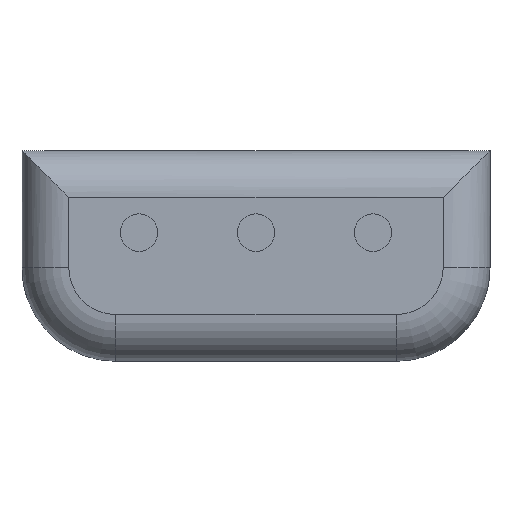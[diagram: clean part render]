
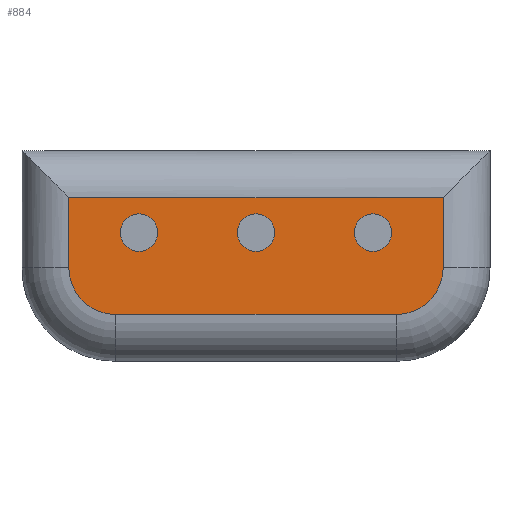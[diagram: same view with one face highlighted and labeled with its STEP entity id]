
A CAD part, front view. The second image highlights one B-rep face of the part: STEP entity #884.
In plain terms, the highlighted planar face has unit normal (0, -1, 0).
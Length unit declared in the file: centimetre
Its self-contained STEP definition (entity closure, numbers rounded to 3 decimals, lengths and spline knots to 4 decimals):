
#5 = CARTESIAN_POINT ( 'NONE',  ( 3., -8., -1.5 ) ) ;
#13 = CARTESIAN_POINT ( 'NONE',  ( 0., -8., -0.15 ) ) ;
#14 = EDGE_CURVE ( 'NONE', #1138, #341, #2738, .T. ) ;
#39 = CARTESIAN_POINT ( 'NONE',  ( -4., -8., -0.5 ) ) ;
#54 = DIRECTION ( 'NONE',  ( 0., -1., 0. ) ) ;
#58 = CIRCLE ( 'NONE', #964, 0.4 ) ;
#73 = ORIENTED_EDGE ( 'NONE', *, *, #3676, .T. ) ;
#104 = CIRCLE ( 'NONE', #3736, 0.4 ) ;
#134 = LINE ( 'NONE', #1107, #2354 ) ;
#224 = CIRCLE ( 'NONE', #694, 0.4 ) ;
#273 = VERTEX_POINT ( 'NONE', #3357 ) ;
#319 = EDGE_LOOP ( 'NONE', ( #700, #1197 ) ) ;
#341 = VERTEX_POINT ( 'NONE', #1879 ) ;
#343 = CIRCLE ( 'NONE', #2716, 1. ) ;
#350 = DIRECTION ( 'NONE',  ( 0., 0., 1. ) ) ;
#413 = FACE_BOUND ( 'NONE', #1302, .T. ) ;
#430 = AXIS2_PLACEMENT_3D ( 'NONE', #2448, #2749, #3654 ) ;
#448 = CARTESIAN_POINT ( 'NONE',  ( 2.5, -8., -0.15 ) ) ;
#535 = CIRCLE ( 'NONE', #2258, 0.4 ) ;
#631 = DIRECTION ( 'NONE',  ( 0., -1., 0. ) ) ;
#694 = AXIS2_PLACEMENT_3D ( 'NONE', #1484, #2683, #2969 ) ;
#700 = ORIENTED_EDGE ( 'NONE', *, *, #1030, .F. ) ;
#736 = DIRECTION ( 'NONE',  ( 0., -1., 0. ) ) ;
#747 = VERTEX_POINT ( 'NONE', #13 ) ;
#766 = DIRECTION ( 'NONE',  ( 0., 0., 1. ) ) ;
#781 = FACE_BOUND ( 'NONE', #3724, .T. ) ;
#811 = ORIENTED_EDGE ( 'NONE', *, *, #1634, .T. ) ;
#814 = DIRECTION ( 'NONE',  ( 0., 0., 1. ) ) ;
#884 = ADVANCED_FACE ( 'NONE', ( #781, #413, #1003, #3183 ), #1662, .F. ) ;
#964 = AXIS2_PLACEMENT_3D ( 'NONE', #3527, #2314, #1958 ) ;
#1003 = FACE_BOUND ( 'NONE', #319, .T. ) ;
#1008 = VERTEX_POINT ( 'NONE', #1552 ) ;
#1030 = EDGE_CURVE ( 'NONE', #747, #1199, #3725, .T. ) ;
#1032 = ORIENTED_EDGE ( 'NONE', *, *, #2807, .T. ) ;
#1081 = DIRECTION ( 'NONE',  ( 1., 0., 0. ) ) ;
#1107 = CARTESIAN_POINT ( 'NONE',  ( -5., -8., 1. ) ) ;
#1108 = VECTOR ( 'NONE', #1736, 100. ) ;
#1138 = VERTEX_POINT ( 'NONE', #448 ) ;
#1142 = CIRCLE ( 'NONE', #1961, 1. ) ;
#1195 = CARTESIAN_POINT ( 'NONE',  ( -2.5, -8., 0.25 ) ) ;
#1197 = ORIENTED_EDGE ( 'NONE', *, *, #2491, .F. ) ;
#1199 = VERTEX_POINT ( 'NONE', #3832 ) ;
#1211 = VECTOR ( 'NONE', #2974, 100. ) ;
#1250 = LINE ( 'NONE', #2328, #1211 ) ;
#1286 = ORIENTED_EDGE ( 'NONE', *, *, #2708, .F. ) ;
#1302 = EDGE_LOOP ( 'NONE', ( #2048, #2580 ) ) ;
#1359 = CARTESIAN_POINT ( 'NONE',  ( 3., -8., -1.5 ) ) ;
#1370 = DIRECTION ( 'NONE',  ( 0., -1., 0. ) ) ;
#1438 = LINE ( 'NONE', #2043, #1108 ) ;
#1484 = CARTESIAN_POINT ( 'NONE',  ( 0., -8., 0.25 ) ) ;
#1536 = EDGE_CURVE ( 'NONE', #1679, #2263, #535, .T. ) ;
#1552 = CARTESIAN_POINT ( 'NONE',  ( -4., -8., 1. ) ) ;
#1634 = EDGE_CURVE ( 'NONE', #3440, #3690, #343, .T. ) ;
#1662 = PLANE ( 'NONE',  #2650 ) ;
#1679 = VERTEX_POINT ( 'NONE', #3478 ) ;
#1736 = DIRECTION ( 'NONE',  ( 0., 0., -1. ) ) ;
#1739 = VERTEX_POINT ( 'NONE', #39 ) ;
#1879 = CARTESIAN_POINT ( 'NONE',  ( 2.5, -8., 0.65 ) ) ;
#1886 = EDGE_LOOP ( 'NONE', ( #73, #2240, #3934, #1032, #3685, #811 ) ) ;
#1958 = DIRECTION ( 'NONE',  ( 0., 0., -1. ) ) ;
#1961 = AXIS2_PLACEMENT_3D ( 'NONE', #2801, #54, #350 ) ;
#2035 = EDGE_CURVE ( 'NONE', #1008, #1739, #1438, .T. ) ;
#2043 = CARTESIAN_POINT ( 'NONE',  ( -4., -8., 2. ) ) ;
#2048 = ORIENTED_EDGE ( 'NONE', *, *, #14, .F. ) ;
#2084 = CARTESIAN_POINT ( 'NONE',  ( 4., -8., 1. ) ) ;
#2211 = VECTOR ( 'NONE', #1081, 100. ) ;
#2240 = ORIENTED_EDGE ( 'NONE', *, *, #2897, .T. ) ;
#2258 = AXIS2_PLACEMENT_3D ( 'NONE', #2524, #736, #2770 ) ;
#2263 = VERTEX_POINT ( 'NONE', #3570 ) ;
#2274 = CARTESIAN_POINT ( 'NONE',  ( -5., -8., 2. ) ) ;
#2313 = DIRECTION ( 'NONE',  ( -1., 0., 0. ) ) ;
#2314 = DIRECTION ( 'NONE',  ( 0., -1., 0. ) ) ;
#2327 = AXIS2_PLACEMENT_3D ( 'NONE', #3695, #3040, #3939 ) ;
#2328 = CARTESIAN_POINT ( 'NONE',  ( 4., -8., 2. ) ) ;
#2354 = VECTOR ( 'NONE', #2313, 100. ) ;
#2448 = CARTESIAN_POINT ( 'NONE',  ( 2.5, -8., 0.25 ) ) ;
#2491 = EDGE_CURVE ( 'NONE', #1199, #747, #224, .T. ) ;
#2492 = VERTEX_POINT ( 'NONE', #2084 ) ;
#2518 = ORIENTED_EDGE ( 'NONE', *, *, #1536, .F. ) ;
#2524 = CARTESIAN_POINT ( 'NONE',  ( -2.5, -8., 0.25 ) ) ;
#2580 = ORIENTED_EDGE ( 'NONE', *, *, #3884, .F. ) ;
#2650 = AXIS2_PLACEMENT_3D ( 'NONE', #2274, #3487, #766 ) ;
#2667 = CARTESIAN_POINT ( 'NONE',  ( 4., -8., -0.5 ) ) ;
#2683 = DIRECTION ( 'NONE',  ( 0., -1., 0. ) ) ;
#2708 = EDGE_CURVE ( 'NONE', #2263, #1679, #104, .T. ) ;
#2716 = AXIS2_PLACEMENT_3D ( 'NONE', #3765, #1370, #814 ) ;
#2738 = CIRCLE ( 'NONE', #430, 0.4 ) ;
#2749 = DIRECTION ( 'NONE',  ( 0., -1., 0. ) ) ;
#2770 = DIRECTION ( 'NONE',  ( 0., 0., -1. ) ) ;
#2801 = CARTESIAN_POINT ( 'NONE',  ( -3., -8., -0.5 ) ) ;
#2807 = EDGE_CURVE ( 'NONE', #1739, #273, #1142, .T. ) ;
#2877 = LINE ( 'NONE', #1359, #2211 ) ;
#2897 = EDGE_CURVE ( 'NONE', #2492, #1008, #134, .T. ) ;
#2969 = DIRECTION ( 'NONE',  ( 0., 0., -1. ) ) ;
#2974 = DIRECTION ( 'NONE',  ( 0., 0., 1. ) ) ;
#3040 = DIRECTION ( 'NONE',  ( 0., -1., 0. ) ) ;
#3183 = FACE_OUTER_BOUND ( 'NONE', #1886, .T. ) ;
#3268 = EDGE_CURVE ( 'NONE', #273, #3440, #2877, .T. ) ;
#3357 = CARTESIAN_POINT ( 'NONE',  ( -3., -8., -1.5 ) ) ;
#3440 = VERTEX_POINT ( 'NONE', #5 ) ;
#3478 = CARTESIAN_POINT ( 'NONE',  ( -2.5, -8., 0.65 ) ) ;
#3487 = DIRECTION ( 'NONE',  ( 0., 1., 0. ) ) ;
#3527 = CARTESIAN_POINT ( 'NONE',  ( 2.5, -8., 0.25 ) ) ;
#3570 = CARTESIAN_POINT ( 'NONE',  ( -2.5, -8., -0.15 ) ) ;
#3631 = DIRECTION ( 'NONE',  ( 0., 0., -1. ) ) ;
#3654 = DIRECTION ( 'NONE',  ( 0., 0., -1. ) ) ;
#3676 = EDGE_CURVE ( 'NONE', #3690, #2492, #1250, .T. ) ;
#3685 = ORIENTED_EDGE ( 'NONE', *, *, #3268, .T. ) ;
#3690 = VERTEX_POINT ( 'NONE', #2667 ) ;
#3695 = CARTESIAN_POINT ( 'NONE',  ( 0., -8., 0.25 ) ) ;
#3724 = EDGE_LOOP ( 'NONE', ( #1286, #2518 ) ) ;
#3725 = CIRCLE ( 'NONE', #2327, 0.4 ) ;
#3736 = AXIS2_PLACEMENT_3D ( 'NONE', #1195, #631, #3631 ) ;
#3765 = CARTESIAN_POINT ( 'NONE',  ( 3., -8., -0.5 ) ) ;
#3832 = CARTESIAN_POINT ( 'NONE',  ( 0., -8., 0.65 ) ) ;
#3884 = EDGE_CURVE ( 'NONE', #341, #1138, #58, .T. ) ;
#3934 = ORIENTED_EDGE ( 'NONE', *, *, #2035, .T. ) ;
#3939 = DIRECTION ( 'NONE',  ( 0., 0., -1. ) ) ;
